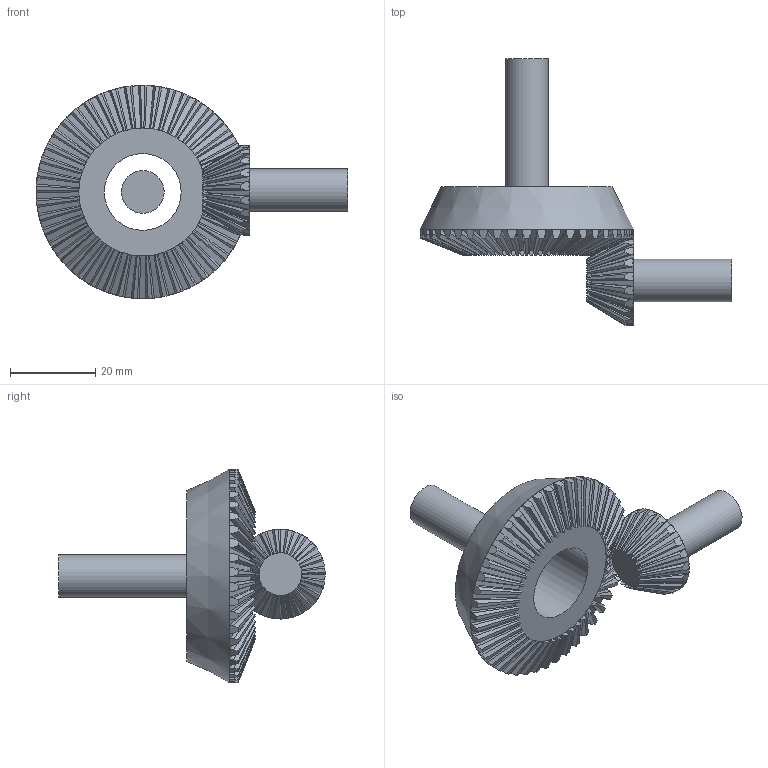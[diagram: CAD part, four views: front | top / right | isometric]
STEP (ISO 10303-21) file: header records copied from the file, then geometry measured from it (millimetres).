
FILE_DESCRIPTION(/* description */ (''),/* implementation_level */ '2;1');
FILE_NAME(/* name */ 'Bevel Gear.step',/* time_stamp */ '2020-11-03T20:59:17+05:00',/* author */ (''),/* organization */ (''),/* preprocessor_version */ 'ST-DEVELOPER v18.1',/* originating_system */ 'Autodesk Translation Framework v9.3.0.1241',/* authorisation */ '');
FILE_SCHEMA (('AUTOMOTIVE_DESIGN { 1 0 10303 214 3 1 1 }'));
Length unit declared in the file: millimetre
Products named in the file (3): Bevel Drawing; Gear 1; Gear 2
Assembly tree (2 placements, depth 2):
  Bevel Drawing
    Gear 1
    Gear 2
Bounding box: 73.11 x 62.51 x 50.01 mm (x, y, z)
Volume: 44441.1 mm3; surface area: 17127.9 mm2
Topology: 49 solids, 49 shells, 577 faces, 1462 edges, 984 vertices
Faces by surface type: plane 409, bspline 140, cone 24, cylinder 4
Full cylindrical faces by diameter (mm): 10 x2, 18 x2
Entity records: 19839 total; most frequent: CARTESIAN_POINT 6348, ORIENTED_EDGE 2924, DIRECTION 2345, EDGE_CURVE 1462, LINE 1263, VECTOR 1263, VERTEX_POINT 984, EDGE_LOOP 582
